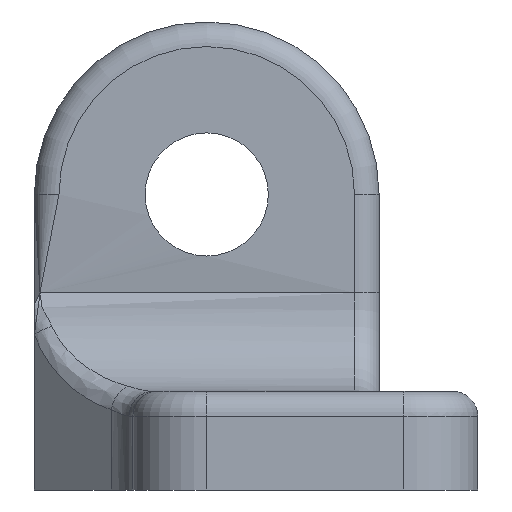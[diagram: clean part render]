
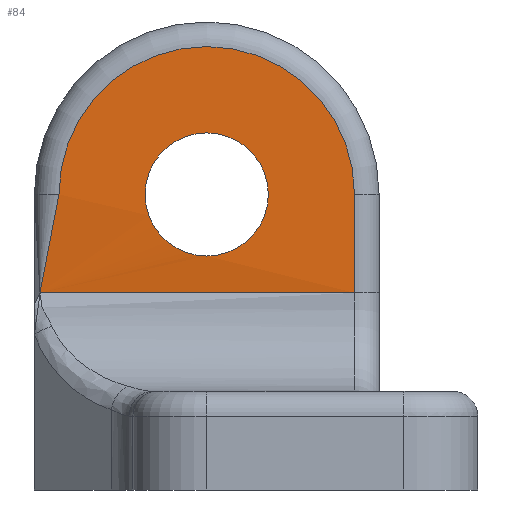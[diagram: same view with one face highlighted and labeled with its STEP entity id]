
A CAD part, front view. The second image highlights one B-rep face of the part: STEP entity #84.
In plain terms, the highlighted planar face has unit normal (0, -1, 0).
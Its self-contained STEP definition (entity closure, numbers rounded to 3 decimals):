
#84=ADVANCED_FACE('',(#850,#852),#854,.T.);
#850=FACE_BOUND('',#851,.T.);
#851=EDGE_LOOP('',(#2550,#2551,#2552,#2553));
#852=FACE_BOUND('',#853,.T.);
#853=EDGE_LOOP('',(#2554));
#854=PLANE('',#855);
#855=AXIS2_PLACEMENT_3D('',#856,#857,#858);
#856=CARTESIAN_POINT('',(-14.,-7.,4.));
#857=DIRECTION('',(0.,-1.,0.));
#858=DIRECTION('',(1.,0.,0.));
#2550=ORIENTED_EDGE('',*,*,#2960,.T.);
#2551=ORIENTED_EDGE('',*,*,#2961,.T.);
#2552=ORIENTED_EDGE('',*,*,#2962,.F.);
#2553=ORIENTED_EDGE('',*,*,#2963,.F.);
#2554=ORIENTED_EDGE('',*,*,#2964,.T.);
#2960=EDGE_CURVE('',#3181,#3182,#3183,.T.);
#2961=EDGE_CURVE('',#3182,#3184,#3185,.T.);
#2962=EDGE_CURVE('',#3186,#3184,#3187,.T.);
#2963=EDGE_CURVE('',#3181,#3186,#3188,.F.);
#2964=EDGE_CURVE('',#3189,#3189,#3190,.T.);
#3181=VERTEX_POINT('',#3562);
#3182=VERTEX_POINT('',#3563);
#3183=LINE('',#3564,#3565);
#3184=VERTEX_POINT('',#3567);
#3185=CIRCLE('',#3568,6.);
#3186=VERTEX_POINT('',#3572);
#3187=LINE('',#3573,#3574);
#3188=LINE('',#3576,#3577);
#3189=VERTEX_POINT('',#3579);
#3190=CIRCLE('',#3580,2.5);
#3562=CARTESIAN_POINT('',(-1.,-7.,8.));
#3563=CARTESIAN_POINT('',(-1.,-7.,12.));
#3564=CARTESIAN_POINT('',(-1.,-7.,8.));
#3565=VECTOR('',#3566,1.);
#3566=DIRECTION('',(0.,0.,1.));
#3567=CARTESIAN_POINT('',(-13.,-7.,12.));
#3568=AXIS2_PLACEMENT_3D('',#3569,#3570,#3571);
#3569=CARTESIAN_POINT('',(-7.,-7.,12.));
#3570=DIRECTION('',(0.,-1.,0.));
#3571=DIRECTION('',(1.,0.,0.));
#3572=CARTESIAN_POINT('',(-13.688,-6.813,8.));
#3573=CARTESIAN_POINT('',(-13.,-7.,8.));
#3574=VECTOR('',#3575,1.);
#3575=DIRECTION('',(0.,0.,1.));
#3576=CARTESIAN_POINT('',(-13.,-7.,8.));
#3577=VECTOR('',#3578,1.);
#3578=DIRECTION('',(1.,0.,0.));
#3579=CARTESIAN_POINT('',(-7.,-7.,9.5));
#3580=AXIS2_PLACEMENT_3D('',#3581,#3582,#3583);
#3581=CARTESIAN_POINT('',(-7.,-7.,12.));
#3582=DIRECTION('',(0.,1.,0.));
#3583=DIRECTION('',(0.,0.,-1.));
